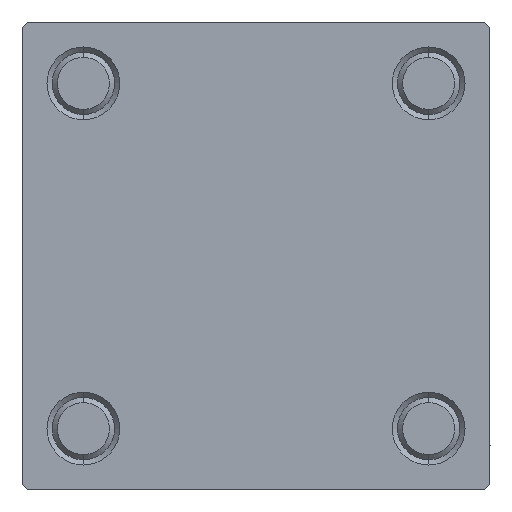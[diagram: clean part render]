
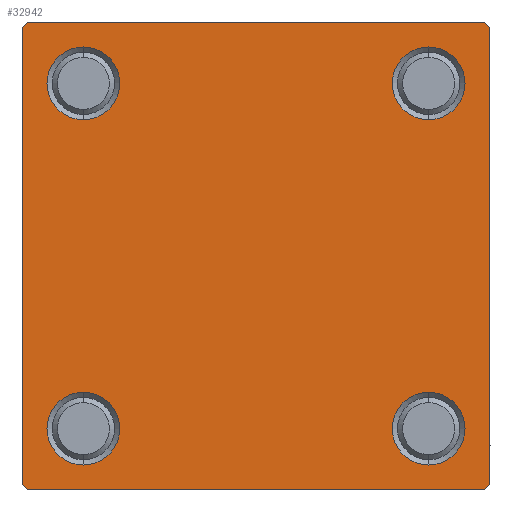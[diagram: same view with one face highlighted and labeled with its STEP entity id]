
A CAD part, left-side view. The second image highlights one B-rep face of the part: STEP entity #32942.
In plain terms, the highlighted planar face has unit normal (-1, 0, 0).
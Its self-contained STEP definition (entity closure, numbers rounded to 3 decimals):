
#316 = LINE ( 'NONE', #3861, #38730 ) ;
#1603 = AXIS2_PLACEMENT_3D ( 'NONE', #8424, #39676, #35899 ) ;
#2005 = FACE_BOUND ( 'NONE', #44653, .T. ) ;
#2292 = EDGE_CURVE ( 'NONE', #20895, #48124, #15654, .T. ) ;
#2592 = DIRECTION ( 'NONE',  ( 0., 0.707, -0.707 ) ) ;
#2622 = AXIS2_PLACEMENT_3D ( 'NONE', #30461, #19360, #3982 ) ;
#2700 = DIRECTION ( 'NONE',  ( 1., 0., 0. ) ) ;
#3233 = VECTOR ( 'NONE', #7068, 1000. ) ;
#3658 = ORIENTED_EDGE ( 'NONE', *, *, #6972, .T. ) ;
#3861 = CARTESIAN_POINT ( 'NONE',  ( 0., 22.5, 22.5 ) ) ;
#3982 = DIRECTION ( 'NONE',  ( 0., 0., 1. ) ) ;
#4025 = CARTESIAN_POINT ( 'NONE',  ( 0., 22., 22.5 ) ) ;
#4248 = CIRCLE ( 'NONE', #2622, 3.5 ) ;
#4507 = VERTEX_POINT ( 'NONE', #13711 ) ;
#4756 = VERTEX_POINT ( 'NONE', #42924 ) ;
#5491 = CARTESIAN_POINT ( 'NONE',  ( 0., 22.25, -22.25 ) ) ;
#6770 = ORIENTED_EDGE ( 'NONE', *, *, #23034, .T. ) ;
#6972 = EDGE_CURVE ( 'NONE', #14502, #29445, #9373, .T. ) ;
#7037 = DIRECTION ( 'NONE',  ( -1., 0., 0. ) ) ;
#7068 = DIRECTION ( 'NONE',  ( 0., 0., -1. ) ) ;
#7243 = DIRECTION ( 'NONE',  ( 0., 0., 1. ) ) ;
#7328 = CARTESIAN_POINT ( 'NONE',  ( 0., -22.5, 22.5 ) ) ;
#7925 = AXIS2_PLACEMENT_3D ( 'NONE', #29683, #2700, #45031 ) ;
#8236 = VERTEX_POINT ( 'NONE', #9756 ) ;
#8424 = CARTESIAN_POINT ( 'NONE',  ( 0., -16.6, 16.6 ) ) ;
#8553 = ORIENTED_EDGE ( 'NONE', *, *, #40663, .T. ) ;
#8933 = CARTESIAN_POINT ( 'NONE',  ( 0., -16.6, -20.1 ) ) ;
#9250 = CARTESIAN_POINT ( 'NONE',  ( 0., -16.6, -13.1 ) ) ;
#9373 = LINE ( 'NONE', #47418, #47368 ) ;
#9530 = CIRCLE ( 'NONE', #7925, 3.5 ) ;
#9736 = ORIENTED_EDGE ( 'NONE', *, *, #24456, .T. ) ;
#9756 = CARTESIAN_POINT ( 'NONE',  ( 0., 16.6, 20.1 ) ) ;
#9984 = VECTOR ( 'NONE', #17214, 1000. ) ;
#11546 = CIRCLE ( 'NONE', #33304, 3.5 ) ;
#11693 = EDGE_CURVE ( 'NONE', #19862, #8236, #17747, .T. ) ;
#11748 = CARTESIAN_POINT ( 'NONE',  ( 0., 16.6, -16.6 ) ) ;
#12306 = ORIENTED_EDGE ( 'NONE', *, *, #49003, .T. ) ;
#12792 = AXIS2_PLACEMENT_3D ( 'NONE', #21322, #25614, #40974 ) ;
#12849 = CARTESIAN_POINT ( 'NONE',  ( 0., 16.6, -13.1 ) ) ;
#12851 = FACE_BOUND ( 'NONE', #34682, .T. ) ;
#12861 = VECTOR ( 'NONE', #16981, 1000. ) ;
#13312 = DIRECTION ( 'NONE',  ( 1., 0., 0. ) ) ;
#13711 = CARTESIAN_POINT ( 'NONE',  ( 0., -16.6, 13.1 ) ) ;
#14091 = FACE_OUTER_BOUND ( 'NONE', #16118, .T. ) ;
#14502 = VERTEX_POINT ( 'NONE', #49629 ) ;
#14781 = DIRECTION ( 'NONE',  ( 1., 0., 0. ) ) ;
#15528 = DIRECTION ( 'NONE',  ( 0., 0., 1. ) ) ;
#15654 = LINE ( 'NONE', #23484, #46416 ) ;
#16090 = ORIENTED_EDGE ( 'NONE', *, *, #20807, .T. ) ;
#16118 = EDGE_LOOP ( 'NONE', ( #3658, #6770, #9736, #22927, #20765, #17175, #28755, #16768 ) ) ;
#16240 = EDGE_CURVE ( 'NONE', #18028, #25915, #316, .T. ) ;
#16506 = AXIS2_PLACEMENT_3D ( 'NONE', #33039, #7037, #45582 ) ;
#16768 = ORIENTED_EDGE ( 'NONE', *, *, #47250, .T. ) ;
#16981 = DIRECTION ( 'NONE',  ( 0., 0.707, 0.707 ) ) ;
#17175 = ORIENTED_EDGE ( 'NONE', *, *, #49057, .T. ) ;
#17214 = DIRECTION ( 'NONE',  ( 0., -1., 0. ) ) ;
#17747 = CIRCLE ( 'NONE', #12792, 3.5 ) ;
#18028 = VERTEX_POINT ( 'NONE', #4025 ) ;
#18344 = EDGE_CURVE ( 'NONE', #41714, #4507, #46012, .T. ) ;
#18970 = CARTESIAN_POINT ( 'NONE',  ( 0., -22.5, -22. ) ) ;
#19360 = DIRECTION ( 'NONE',  ( 1., 0., 0. ) ) ;
#19759 = VERTEX_POINT ( 'NONE', #31754 ) ;
#19862 = VERTEX_POINT ( 'NONE', #32748 ) ;
#20765 = ORIENTED_EDGE ( 'NONE', *, *, #44741, .F. ) ;
#20807 = EDGE_CURVE ( 'NONE', #37435, #35969, #4248, .T. ) ;
#20895 = VERTEX_POINT ( 'NONE', #35959 ) ;
#21175 = FACE_BOUND ( 'NONE', #45485, .T. ) ;
#21322 = CARTESIAN_POINT ( 'NONE',  ( 0., 16.6, 16.6 ) ) ;
#22927 = ORIENTED_EDGE ( 'NONE', *, *, #2292, .T. ) ;
#23034 = EDGE_CURVE ( 'NONE', #29445, #19759, #32245, .T. ) ;
#23200 = EDGE_CURVE ( 'NONE', #8236, #19862, #11546, .T. ) ;
#23484 = CARTESIAN_POINT ( 'NONE',  ( 0., -22.25, -22.25 ) ) ;
#23758 = DIRECTION ( 'NONE',  ( 0., -1., 0. ) ) ;
#23781 = CARTESIAN_POINT ( 'NONE',  ( 0., 16.6, -20.1 ) ) ;
#24456 = EDGE_CURVE ( 'NONE', #19759, #20895, #47949, .T. ) ;
#24888 = ORIENTED_EDGE ( 'NONE', *, *, #35500, .T. ) ;
#24912 = DIRECTION ( 'NONE',  ( 0., -0.707, -0.707 ) ) ;
#25006 = LINE ( 'NONE', #7328, #3233 ) ;
#25614 = DIRECTION ( 'NONE',  ( 1., 0., 0. ) ) ;
#25915 = VERTEX_POINT ( 'NONE', #41621 ) ;
#26200 = PLANE ( 'NONE',  #16506 ) ;
#26402 = DIRECTION ( 'NONE',  ( 0., 0., 1. ) ) ;
#28076 = CARTESIAN_POINT ( 'NONE',  ( 0., 22.5, -22.5 ) ) ;
#28230 = CARTESIAN_POINT ( 'NONE',  ( 0., -16.6, -16.6 ) ) ;
#28253 = FACE_BOUND ( 'NONE', #33671, .T. ) ;
#28755 = ORIENTED_EDGE ( 'NONE', *, *, #16240, .F. ) ;
#29339 = CARTESIAN_POINT ( 'NONE',  ( 0., -22.25, 22.25 ) ) ;
#29445 = VERTEX_POINT ( 'NONE', #35559 ) ;
#29683 = CARTESIAN_POINT ( 'NONE',  ( 0., 16.6, -16.6 ) ) ;
#29766 = VECTOR ( 'NONE', #2592, 1000. ) ;
#29827 = LINE ( 'NONE', #45172, #29766 ) ;
#30448 = DIRECTION ( 'NONE',  ( 1., 0., 0. ) ) ;
#30461 = CARTESIAN_POINT ( 'NONE',  ( 0., -16.6, -16.6 ) ) ;
#30465 = CIRCLE ( 'NONE', #38484, 3.5 ) ;
#31754 = CARTESIAN_POINT ( 'NONE',  ( 0., 22., -22.5 ) ) ;
#31791 = DIRECTION ( 'NONE',  ( 0., -0.707, 0.707 ) ) ;
#32088 = DIRECTION ( 'NONE',  ( 0., 0., -1. ) ) ;
#32245 = LINE ( 'NONE', #5491, #32509 ) ;
#32509 = VECTOR ( 'NONE', #24912, 1000. ) ;
#32515 = DIRECTION ( 'NONE',  ( 0., 0., 1. ) ) ;
#32725 = CARTESIAN_POINT ( 'NONE',  ( 0., -16.6, 20.1 ) ) ;
#32748 = CARTESIAN_POINT ( 'NONE',  ( 0., 16.6, 13.1 ) ) ;
#32942 = ADVANCED_FACE ( 'NONE', ( #21175, #12851, #28253, #2005, #14091 ), #26200, .T. ) ;
#33039 = CARTESIAN_POINT ( 'NONE',  ( 0., 0., 0. ) ) ;
#33051 = CIRCLE ( 'NONE', #1603, 3.5 ) ;
#33304 = AXIS2_PLACEMENT_3D ( 'NONE', #49303, #14781, #26402 ) ;
#33671 = EDGE_LOOP ( 'NONE', ( #41596, #8553 ) ) ;
#34682 = EDGE_LOOP ( 'NONE', ( #16090, #24888 ) ) ;
#35500 = EDGE_CURVE ( 'NONE', #35969, #37435, #42391, .T. ) ;
#35559 = CARTESIAN_POINT ( 'NONE',  ( 0., 22.5, -22. ) ) ;
#35899 = DIRECTION ( 'NONE',  ( 0., 0., 1. ) ) ;
#35959 = CARTESIAN_POINT ( 'NONE',  ( 0., -22., -22.5 ) ) ;
#35969 = VERTEX_POINT ( 'NONE', #8933 ) ;
#36318 = ORIENTED_EDGE ( 'NONE', *, *, #11693, .T. ) ;
#37183 = AXIS2_PLACEMENT_3D ( 'NONE', #41771, #30448, #7243 ) ;
#37435 = VERTEX_POINT ( 'NONE', #9250 ) ;
#38230 = DIRECTION ( 'NONE',  ( 1., 0., 0. ) ) ;
#38313 = VERTEX_POINT ( 'NONE', #12849 ) ;
#38484 = AXIS2_PLACEMENT_3D ( 'NONE', #11748, #38230, #15528 ) ;
#38730 = VECTOR ( 'NONE', #23758, 1000. ) ;
#38764 = ORIENTED_EDGE ( 'NONE', *, *, #23200, .T. ) ;
#39368 = ORIENTED_EDGE ( 'NONE', *, *, #18344, .T. ) ;
#39676 = DIRECTION ( 'NONE',  ( 1., 0., 0. ) ) ;
#39811 = EDGE_CURVE ( 'NONE', #38313, #49725, #30465, .T. ) ;
#40663 = EDGE_CURVE ( 'NONE', #49725, #38313, #9530, .T. ) ;
#40974 = DIRECTION ( 'NONE',  ( 0., 0., 1. ) ) ;
#41596 = ORIENTED_EDGE ( 'NONE', *, *, #39811, .T. ) ;
#41621 = CARTESIAN_POINT ( 'NONE',  ( 0., -22., 22.5 ) ) ;
#41714 = VERTEX_POINT ( 'NONE', #32725 ) ;
#41771 = CARTESIAN_POINT ( 'NONE',  ( 0., -16.6, 16.6 ) ) ;
#42391 = CIRCLE ( 'NONE', #43996, 3.5 ) ;
#42924 = CARTESIAN_POINT ( 'NONE',  ( 0., -22.5, 22. ) ) ;
#43996 = AXIS2_PLACEMENT_3D ( 'NONE', #28230, #13312, #32515 ) ;
#44653 = EDGE_LOOP ( 'NONE', ( #38764, #36318 ) ) ;
#44741 = EDGE_CURVE ( 'NONE', #4756, #48124, #25006, .T. ) ;
#45031 = DIRECTION ( 'NONE',  ( 0., 0., 1. ) ) ;
#45172 = CARTESIAN_POINT ( 'NONE',  ( 0., 22.25, 22.25 ) ) ;
#45485 = EDGE_LOOP ( 'NONE', ( #39368, #12306 ) ) ;
#45582 = DIRECTION ( 'NONE',  ( 0., 0., 1. ) ) ;
#46012 = CIRCLE ( 'NONE', #37183, 3.5 ) ;
#46416 = VECTOR ( 'NONE', #31791, 1000. ) ;
#47250 = EDGE_CURVE ( 'NONE', #18028, #14502, #29827, .T. ) ;
#47368 = VECTOR ( 'NONE', #32088, 1000. ) ;
#47418 = CARTESIAN_POINT ( 'NONE',  ( 0., 22.5, 22.5 ) ) ;
#47949 = LINE ( 'NONE', #28076, #9984 ) ;
#48124 = VERTEX_POINT ( 'NONE', #18970 ) ;
#48706 = LINE ( 'NONE', #29339, #12861 ) ;
#49003 = EDGE_CURVE ( 'NONE', #4507, #41714, #33051, .T. ) ;
#49057 = EDGE_CURVE ( 'NONE', #4756, #25915, #48706, .T. ) ;
#49303 = CARTESIAN_POINT ( 'NONE',  ( 0., 16.6, 16.6 ) ) ;
#49629 = CARTESIAN_POINT ( 'NONE',  ( 0., 22.5, 22. ) ) ;
#49725 = VERTEX_POINT ( 'NONE', #23781 ) ;
